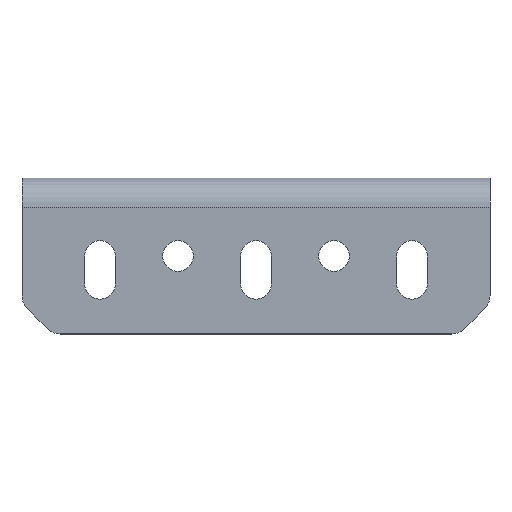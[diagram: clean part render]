
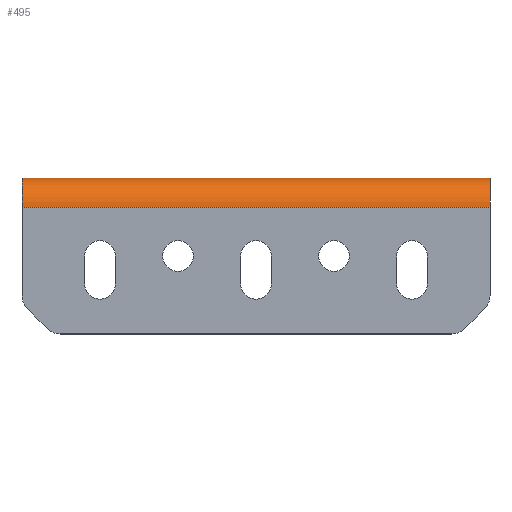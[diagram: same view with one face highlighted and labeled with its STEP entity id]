
A CAD part, front view. The second image highlights one B-rep face of the part: STEP entity #495.
In plain terms, the highlighted cylindrical face has radius 4.765 mm (diameter 9.53 mm), a partial arc.
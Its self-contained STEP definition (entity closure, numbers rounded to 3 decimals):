
#101 = CARTESIAN_POINT ( 'NONE',  ( 38.1, -38.1, -4.765 ) ) ;
#193 = DIRECTION ( 'NONE',  ( 0., 0., 1. ) ) ;
#203 = VERTEX_POINT ( 'NONE', #1535 ) ;
#222 = DIRECTION ( 'NONE',  ( 1., 0., 0. ) ) ;
#249 = EDGE_CURVE ( 'NONE', #203, #1690, #1808, .T. ) ;
#264 = DIRECTION ( 'NONE',  ( 0., -1., 0. ) ) ;
#278 = FACE_OUTER_BOUND ( 'NONE', #1355, .T. ) ;
#441 = CARTESIAN_POINT ( 'NONE',  ( -38.1, -33.335, 0. ) ) ;
#495 = ADVANCED_FACE ( 'NONE', ( #278 ), #2097, .T. ) ;
#517 = VECTOR ( 'NONE', #1329, 1000. ) ;
#585 = AXIS2_PLACEMENT_3D ( 'NONE', #1826, #855, #264 ) ;
#631 = EDGE_CURVE ( 'NONE', #1690, #802, #848, .T. ) ;
#653 = ORIENTED_EDGE ( 'NONE', *, *, #2165, .T. ) ;
#687 = AXIS2_PLACEMENT_3D ( 'NONE', #1913, #779, #193 ) ;
#748 = CARTESIAN_POINT ( 'NONE',  ( 38.1, -38.1, -4.765 ) ) ;
#779 = DIRECTION ( 'NONE',  ( -1., 0., 0. ) ) ;
#783 = CARTESIAN_POINT ( 'NONE',  ( 38.1, -33.335, -4.765 ) ) ;
#802 = VERTEX_POINT ( 'NONE', #2253 ) ;
#848 = LINE ( 'NONE', #2406, #1365 ) ;
#855 = DIRECTION ( 'NONE',  ( -1., 0., 0. ) ) ;
#876 = DIRECTION ( 'NONE',  ( 1., 0., 0. ) ) ;
#905 = AXIS2_PLACEMENT_3D ( 'NONE', #783, #222, #1568 ) ;
#1329 = DIRECTION ( 'NONE',  ( 1., 0., 0. ) ) ;
#1355 = EDGE_LOOP ( 'NONE', ( #1493, #1670, #653, #2194 ) ) ;
#1365 = VECTOR ( 'NONE', #876, 1000. ) ;
#1493 = ORIENTED_EDGE ( 'NONE', *, *, #631, .F. ) ;
#1535 = CARTESIAN_POINT ( 'NONE',  ( -38.1, -38.1, -4.765 ) ) ;
#1568 = DIRECTION ( 'NONE',  ( 0., 0., 1. ) ) ;
#1624 = EDGE_CURVE ( 'NONE', #802, #1770, #2247, .T. ) ;
#1652 = LINE ( 'NONE', #748, #517 ) ;
#1670 = ORIENTED_EDGE ( 'NONE', *, *, #249, .F. ) ;
#1690 = VERTEX_POINT ( 'NONE', #441 ) ;
#1770 = VERTEX_POINT ( 'NONE', #101 ) ;
#1808 = CIRCLE ( 'NONE', #687, 4.765 ) ;
#1826 = CARTESIAN_POINT ( 'NONE',  ( -38.1, -33.335, -4.765 ) ) ;
#1913 = CARTESIAN_POINT ( 'NONE',  ( -38.1, -33.335, -4.765 ) ) ;
#2097 = CYLINDRICAL_SURFACE ( 'NONE', #585, 4.765 ) ;
#2165 = EDGE_CURVE ( 'NONE', #203, #1770, #1652, .T. ) ;
#2194 = ORIENTED_EDGE ( 'NONE', *, *, #1624, .F. ) ;
#2247 = CIRCLE ( 'NONE', #905, 4.765 ) ;
#2253 = CARTESIAN_POINT ( 'NONE',  ( 38.1, -33.335, 0. ) ) ;
#2406 = CARTESIAN_POINT ( 'NONE',  ( -38.1, -33.335, 0. ) ) ;
